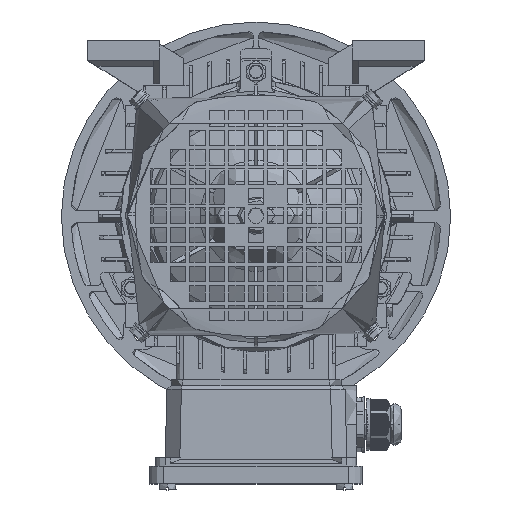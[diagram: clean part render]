
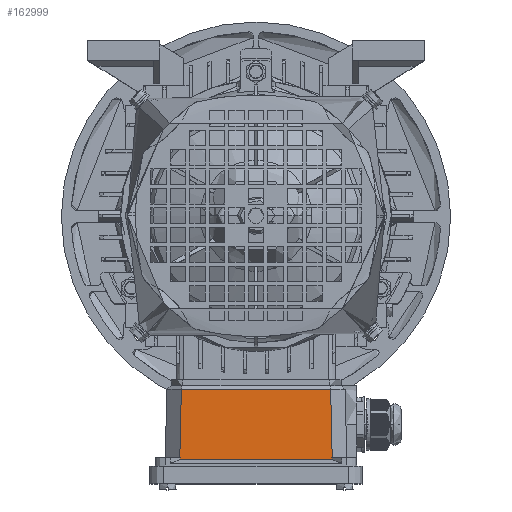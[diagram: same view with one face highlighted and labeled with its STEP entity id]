
A CAD part, top view. The second image highlights one B-rep face of the part: STEP entity #162999.
In plain terms, the highlighted planar face has unit normal (0, 0.023, 1).
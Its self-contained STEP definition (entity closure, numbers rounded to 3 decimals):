
#3307 = EDGE_CURVE ( 'NONE', #153168, #89345, #208387, .T. ) ;
#3904 = VECTOR ( 'NONE', #101518, 1000. ) ;
#3974 = VECTOR ( 'NONE', #169355, 1000. ) ;
#6467 = ORIENTED_EDGE ( 'NONE', *, *, #219628, .F. ) ;
#7859 = ORIENTED_EDGE ( 'NONE', *, *, #45127, .F. ) ;
#9092 = CARTESIAN_POINT ( 'NONE',  ( 38.355, -89., 100.82 ) ) ;
#10392 = ORIENTED_EDGE ( 'NONE', *, *, #3307, .F. ) ;
#15004 = DIRECTION ( 'NONE',  ( 0.023, -0.999, 0.023 ) ) ;
#15288 = DIRECTION ( 'NONE',  ( 0.023, 0.999, -0.023 ) ) ;
#23325 = CARTESIAN_POINT ( 'NONE',  ( 38.859, -125., 101.637 ) ) ;
#26441 = VERTEX_POINT ( 'NONE', #114280 ) ;
#29093 = VECTOR ( 'NONE', #91291, 1000. ) ;
#29180 = CARTESIAN_POINT ( 'NONE',  ( 38.355, -89., 100.82 ) ) ;
#36355 = CARTESIAN_POINT ( 'NONE',  ( 51.75, -124., 101.614 ) ) ;
#37269 = VECTOR ( 'NONE', #54201, 1000. ) ;
#45127 = EDGE_CURVE ( 'NONE', #113349, #26441, #194452, .T. ) ;
#46425 = ORIENTED_EDGE ( 'NONE', *, *, #129088, .T. ) ;
#51831 = ORIENTED_EDGE ( 'NONE', *, *, #153933, .F. ) ;
#52494 = CARTESIAN_POINT ( 'NONE',  ( -39.149, -124., 101.614 ) ) ;
#53309 = LINE ( 'NONE', #150644, #3974 ) ;
#54201 = DIRECTION ( 'NONE',  ( -1., 0., 0. ) ) ;
#55139 = VERTEX_POINT ( 'NONE', #120191 ) ;
#63237 = EDGE_CURVE ( 'NONE', #89345, #215940, #221046, .T. ) ;
#65646 = ORIENTED_EDGE ( 'NONE', *, *, #63237, .F. ) ;
#73594 = DIRECTION ( 'NONE',  ( 1., 0., 0. ) ) ;
#89345 = VERTEX_POINT ( 'NONE', #129318 ) ;
#91291 = DIRECTION ( 'NONE',  ( 1., 0., 0. ) ) ;
#92028 = ORIENTED_EDGE ( 'NONE', *, *, #99537, .F. ) ;
#99537 = EDGE_CURVE ( 'NONE', #223772, #113349, #53309, .T. ) ;
#101518 = DIRECTION ( 'NONE',  ( 0.023, -0.999, 0.023 ) ) ;
#107479 = CARTESIAN_POINT ( 'NONE',  ( 39.149, -124., 101.614 ) ) ;
#109001 = CARTESIAN_POINT ( 'NONE',  ( 38.836, -124., 101.614 ) ) ;
#110775 = CARTESIAN_POINT ( 'NONE',  ( 51.75, -129.955, 101.749 ) ) ;
#113349 = VERTEX_POINT ( 'NONE', #218188 ) ;
#114280 = CARTESIAN_POINT ( 'NONE',  ( -38.836, -124., 101.614 ) ) ;
#116802 = FACE_OUTER_BOUND ( 'NONE', #196102, .T. ) ;
#120191 = CARTESIAN_POINT ( 'NONE',  ( 38.836, -124., 101.614 ) ) ;
#127273 = VECTOR ( 'NONE', #15004, 1000. ) ;
#129088 = EDGE_CURVE ( 'NONE', #55139, #223089, #193945, .T. ) ;
#129318 = CARTESIAN_POINT ( 'NONE',  ( -38.355, -89., 100.82 ) ) ;
#129416 = DIRECTION ( 'NONE',  ( 0., 1., -0.023 ) ) ;
#140263 = LINE ( 'NONE', #9092, #3904 ) ;
#141800 = LINE ( 'NONE', #36355, #37269 ) ;
#144931 = VECTOR ( 'NONE', #15288, 1000. ) ;
#150644 = CARTESIAN_POINT ( 'NONE',  ( 0., -125., 101.637 ) ) ;
#153168 = VERTEX_POINT ( 'NONE', #52494 ) ;
#153933 = EDGE_CURVE ( 'NONE', #55139, #223772, #226246, .T. ) ;
#156777 = AXIS2_PLACEMENT_3D ( 'NONE', #110775, #240868, #129416 ) ;
#158798 = VECTOR ( 'NONE', #213227, 1000. ) ;
#162999 = ADVANCED_FACE ( 'NONE', ( #116802 ), #182282, .F. ) ;
#165918 = CARTESIAN_POINT ( 'NONE',  ( 51.75, -89., 100.82 ) ) ;
#169355 = DIRECTION ( 'NONE',  ( -1., 0., 0. ) ) ;
#175708 = CARTESIAN_POINT ( 'NONE',  ( -38.752, -106.5, 101.217 ) ) ;
#177438 = EDGE_CURVE ( 'NONE', #215940, #223089, #140263, .T. ) ;
#182259 = VECTOR ( 'NONE', #73594, 1000. ) ;
#182282 = PLANE ( 'NONE',  #156777 ) ;
#193945 = LINE ( 'NONE', #203581, #182259 ) ;
#194452 = LINE ( 'NONE', #237818, #144931 ) ;
#196102 = EDGE_LOOP ( 'NONE', ( #10392, #6467, #7859, #92028, #51831, #46425, #237538, #65646 ) ) ;
#203581 = CARTESIAN_POINT ( 'NONE',  ( 46.682, -124., 101.614 ) ) ;
#208387 = LINE ( 'NONE', #175708, #158798 ) ;
#213227 = DIRECTION ( 'NONE',  ( 0.023, 0.999, -0.023 ) ) ;
#215940 = VERTEX_POINT ( 'NONE', #29180 ) ;
#218188 = CARTESIAN_POINT ( 'NONE',  ( -38.859, -125., 101.637 ) ) ;
#219628 = EDGE_CURVE ( 'NONE', #26441, #153168, #141800, .T. ) ;
#221046 = LINE ( 'NONE', #165918, #29093 ) ;
#223089 = VERTEX_POINT ( 'NONE', #107479 ) ;
#223772 = VERTEX_POINT ( 'NONE', #23325 ) ;
#226246 = LINE ( 'NONE', #109001, #127273 ) ;
#237538 = ORIENTED_EDGE ( 'NONE', *, *, #177438, .F. ) ;
#237818 = CARTESIAN_POINT ( 'NONE',  ( -38.859, -125., 101.637 ) ) ;
#240868 = DIRECTION ( 'NONE',  ( 0., -0.023, -1. ) ) ;
